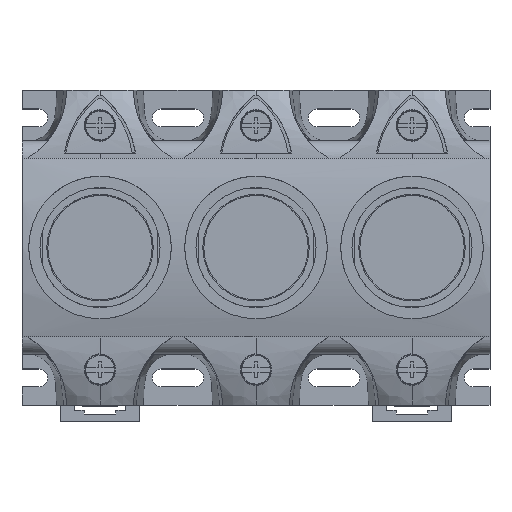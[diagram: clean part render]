
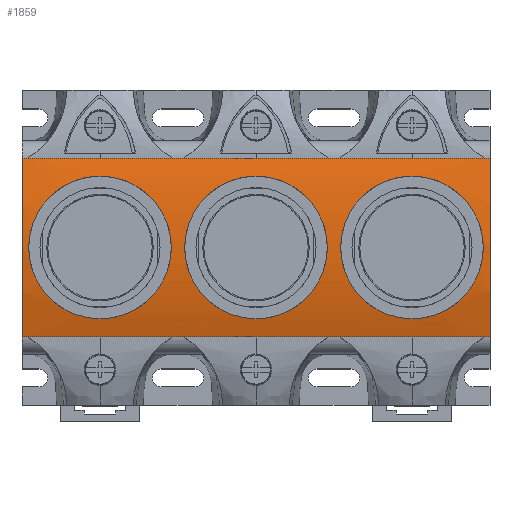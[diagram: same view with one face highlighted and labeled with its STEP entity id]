
A CAD part, top view. The second image highlights one B-rep face of the part: STEP entity #1859.
In plain terms, the highlighted cylindrical face has radius 85.875 mm (diameter 171.75 mm), a partial arc.
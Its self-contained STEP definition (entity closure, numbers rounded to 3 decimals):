
#1859=ADVANCED_FACE('',(#4792,#4793,#4794,#4795),#4796,.T.);
#4792=FACE_OUTER_BOUND('',#9212,.T.);
#4793=FACE_BOUND('',#9213,.T.);
#4794=FACE_BOUND('',#9214,.T.);
#4795=FACE_BOUND('',#9215,.T.);
#4796=CYLINDRICAL_SURFACE('',#9216,85.875);
#9212=EDGE_LOOP('',(#16019,#16020,#16021,#16022));
#9213=EDGE_LOOP('',(#16023,#16024));
#9214=EDGE_LOOP('',(#16025,#16026));
#9215=EDGE_LOOP('',(#16027,#16028));
#9216=AXIS2_PLACEMENT_3D('',#16029,#16030,#16031);
#16019=ORIENTED_EDGE('',*,*,#26911,.F.);
#16020=ORIENTED_EDGE('',*,*,#26897,.T.);
#16021=ORIENTED_EDGE('',*,*,#27369,.F.);
#16022=ORIENTED_EDGE('',*,*,#27126,.T.);
#16023=ORIENTED_EDGE('',*,*,#27370,.T.);
#16024=ORIENTED_EDGE('',*,*,#26615,.T.);
#16025=ORIENTED_EDGE('',*,*,#27371,.T.);
#16026=ORIENTED_EDGE('',*,*,#26336,.T.);
#16027=ORIENTED_EDGE('',*,*,#27372,.T.);
#16028=ORIENTED_EDGE('',*,*,#26241,.T.);
#16029=CARTESIAN_POINT('',(10.4,44.2,-24.675));
#16030=DIRECTION('',(1.0,0.0,0.0));
#16031=DIRECTION('',(0.0,0.466,-0.885));
#26241=EDGE_CURVE('',#31500,#31504,#31506,.T.);
#26336=EDGE_CURVE('',#31675,#31679,#31681,.T.);
#26615=EDGE_CURVE('',#32187,#32191,#32193,.T.);
#26897=EDGE_CURVE('',#32725,#32723,#32726,.T.);
#26911=EDGE_CURVE('',#32725,#32745,#32746,.T.);
#27126=EDGE_CURVE('',#33100,#32745,#33101,.T.);
#27369=EDGE_CURVE('',#33100,#32723,#33450,.T.);
#27370=EDGE_CURVE('',#32191,#32187,#33451,.T.);
#27371=EDGE_CURVE('',#31679,#31675,#33452,.T.);
#27372=EDGE_CURVE('',#31504,#31500,#33453,.T.);
#31500=VERTEX_POINT('',#39164);
#31504=VERTEX_POINT('',#39169);
#31506=B_SPLINE_CURVE_WITH_KNOTS('',3,(#39172,#39173,#39174,#39175,#39176,#39177,#39178,#39179,#39180,#39181,#39182,#39183),.UNSPECIFIED.,.F.,.F.,(4,2,2,2,2,4),(0.5,0.563,0.625,0.75,0.875,1.0),.UNSPECIFIED.);
#31675=VERTEX_POINT('',#39448);
#31679=VERTEX_POINT('',#39453);
#31681=B_SPLINE_CURVE_WITH_KNOTS('',3,(#39456,#39457,#39458,#39459,#39460,#39461,#39462,#39463,#39464,#39465,#39466,#39467),.UNSPECIFIED.,.F.,.F.,(4,2,2,2,2,4),(0.5,0.563,0.625,0.75,0.875,1.0),.UNSPECIFIED.);
#32187=VERTEX_POINT('',#40182);
#32191=VERTEX_POINT('',#40187);
#32193=B_SPLINE_CURVE_WITH_KNOTS('',3,(#40190,#40191,#40192,#40193,#40194,#40195,#40196,#40197,#40198,#40199,#40200,#40201),.UNSPECIFIED.,.F.,.F.,(4,2,2,2,2,4),(0.5,0.563,0.625,0.75,0.875,1.),.UNSPECIFIED.);
#32723=VERTEX_POINT('',#41527);
#32725=VERTEX_POINT('',#41530);
#32726=LINE('',#41531,#41532);
#32745=VERTEX_POINT('',#41592);
#32746=CIRCLE('',#41593,85.875);
#33100=VERTEX_POINT('',#42219);
#33101=LINE('',#42220,#42221);
#33450=CIRCLE('',#42862,85.875);
#33451=B_SPLINE_CURVE_WITH_KNOTS('',3,(#42863,#42864,#42865,#42866,#42867,#42868,#42869,#42870,#42871,#42872,#42873,#42874,#42875,#42876),.UNSPECIFIED.,.F.,.F.,(4,2,2,2,2,2,4),(0.0,0.062,0.125,0.25,0.375,0.5,0.5),.UNSPECIFIED.);
#33452=B_SPLINE_CURVE_WITH_KNOTS('',3,(#42877,#42878,#42879,#42880,#42881,#42882,#42883,#42884,#42885,#42886,#42887,#42888,#42889,#42890),.UNSPECIFIED.,.F.,.F.,(4,2,2,2,2,2,4),(0.,0.063,0.125,0.25,0.375,0.5,0.5),.UNSPECIFIED.);
#33453=B_SPLINE_CURVE_WITH_KNOTS('',3,(#42891,#42892,#42893,#42894,#42895,#42896,#42897,#42898,#42899,#42900,#42901,#42902,#42903,#42904),.UNSPECIFIED.,.F.,.F.,(4,2,2,2,2,2,4),(0.,0.063,0.125,0.25,0.375,0.5,0.5),.UNSPECIFIED.);
#39164=CARTESIAN_POINT('',(99.0,26.1,59.271));
#39169=CARTESIAN_POINT('',(99.0,62.3,59.271));
#39172=CARTESIAN_POINT('',(99.0,26.1,59.271));
#39173=CARTESIAN_POINT('',(96.602,26.1,59.271));
#39174=CARTESIAN_POINT('',(94.249,26.574,59.377));
#39175=CARTESIAN_POINT('',(89.869,28.393,59.738));
#39176=CARTESIAN_POINT('',(87.866,29.737,59.99));
#39177=CARTESIAN_POINT('',(82.873,34.73,60.743));
#39178=CARTESIAN_POINT('',(80.904,39.449,61.199));
#39179=CARTESIAN_POINT('',(80.896,48.921,61.201));
#39180=CARTESIAN_POINT('',(82.835,53.628,60.749));
#39181=CARTESIAN_POINT('',(89.555,60.356,59.735));
#39182=CARTESIAN_POINT('',(94.203,62.3,59.271));
#39183=CARTESIAN_POINT('',(99.0,62.3,59.271));
#39448=CARTESIAN_POINT('',(59.4,26.1,59.271));
#39453=CARTESIAN_POINT('',(59.4,62.3,59.271));
#39456=CARTESIAN_POINT('',(59.4,26.1,59.271));
#39457=CARTESIAN_POINT('',(57.002,26.1,59.271));
#39458=CARTESIAN_POINT('',(54.649,26.574,59.377));
#39459=CARTESIAN_POINT('',(50.269,28.393,59.738));
#39460=CARTESIAN_POINT('',(48.266,29.737,59.99));
#39461=CARTESIAN_POINT('',(43.273,34.73,60.743));
#39462=CARTESIAN_POINT('',(41.304,39.449,61.199));
#39463=CARTESIAN_POINT('',(41.296,48.921,61.201));
#39464=CARTESIAN_POINT('',(43.235,53.628,60.749));
#39465=CARTESIAN_POINT('',(49.955,60.356,59.735));
#39466=CARTESIAN_POINT('',(54.603,62.3,59.271));
#39467=CARTESIAN_POINT('',(59.4,62.3,59.271));
#40182=CARTESIAN_POINT('',(19.8,26.1,59.271));
#40187=CARTESIAN_POINT('',(19.8,62.3,59.271));
#40190=CARTESIAN_POINT('',(19.8,26.1,59.271));
#40191=CARTESIAN_POINT('',(17.402,26.1,59.271));
#40192=CARTESIAN_POINT('',(15.049,26.574,59.377));
#40193=CARTESIAN_POINT('',(10.669,28.393,59.738));
#40194=CARTESIAN_POINT('',(8.666,29.737,59.99));
#40195=CARTESIAN_POINT('',(3.673,34.73,60.743));
#40196=CARTESIAN_POINT('',(1.704,39.449,61.199));
#40197=CARTESIAN_POINT('',(1.696,48.921,61.201));
#40198=CARTESIAN_POINT('',(3.635,53.628,60.749));
#40199=CARTESIAN_POINT('',(10.355,60.356,59.735));
#40200=CARTESIAN_POINT('',(15.003,62.3,59.271));
#40201=CARTESIAN_POINT('',(19.8,62.3,59.271));
#41527=CARTESIAN_POINT('',(118.8,21.5,58.145));
#41530=CARTESIAN_POINT('',(0.0,21.5,58.145));
#41531=CARTESIAN_POINT('',(0.0,21.5,58.145));
#41532=VECTOR('',#51345,1.0);
#41592=CARTESIAN_POINT('',(0.0,66.9,58.145));
#41593=AXIS2_PLACEMENT_3D('',#51352,#51353,#51354);
#42219=CARTESIAN_POINT('',(118.8,66.9,58.145));
#42220=CARTESIAN_POINT('',(39.6,66.9,58.145));
#42221=VECTOR('',#51556,1.0);
#42862=AXIS2_PLACEMENT_3D('',#51796,#51797,#51798);
#42863=CARTESIAN_POINT('',(19.8,62.3,59.271));
#42864=CARTESIAN_POINT('',(22.198,62.3,59.271));
#42865=CARTESIAN_POINT('',(24.551,61.825,59.377));
#42866=CARTESIAN_POINT('',(28.931,60.007,59.738));
#42867=CARTESIAN_POINT('',(30.934,58.663,59.99));
#42868=CARTESIAN_POINT('',(35.927,53.67,60.743));
#42869=CARTESIAN_POINT('',(37.896,48.951,61.199));
#42870=CARTESIAN_POINT('',(37.904,39.479,61.201));
#42871=CARTESIAN_POINT('',(35.965,34.772,60.749));
#42872=CARTESIAN_POINT('',(29.245,28.044,59.735));
#42873=CARTESIAN_POINT('',(24.597,26.1,59.271));
#42874=CARTESIAN_POINT('',(19.8,26.1,59.271));
#42875=CARTESIAN_POINT('',(19.8,26.1,59.271));
#42876=CARTESIAN_POINT('',(19.8,26.1,59.271));
#42877=CARTESIAN_POINT('',(59.4,62.3,59.271));
#42878=CARTESIAN_POINT('',(61.798,62.3,59.271));
#42879=CARTESIAN_POINT('',(64.151,61.825,59.377));
#42880=CARTESIAN_POINT('',(68.531,60.007,59.738));
#42881=CARTESIAN_POINT('',(70.534,58.663,59.99));
#42882=CARTESIAN_POINT('',(75.527,53.67,60.743));
#42883=CARTESIAN_POINT('',(77.496,48.951,61.199));
#42884=CARTESIAN_POINT('',(77.504,39.479,61.201));
#42885=CARTESIAN_POINT('',(75.565,34.772,60.749));
#42886=CARTESIAN_POINT('',(68.845,28.044,59.735));
#42887=CARTESIAN_POINT('',(64.197,26.1,59.271));
#42888=CARTESIAN_POINT('',(59.4,26.1,59.271));
#42889=CARTESIAN_POINT('',(59.4,26.1,59.271));
#42890=CARTESIAN_POINT('',(59.4,26.1,59.271));
#42891=CARTESIAN_POINT('',(99.,62.3,59.271));
#42892=CARTESIAN_POINT('',(101.398,62.3,59.271));
#42893=CARTESIAN_POINT('',(103.751,61.825,59.377));
#42894=CARTESIAN_POINT('',(108.131,60.007,59.738));
#42895=CARTESIAN_POINT('',(110.134,58.663,59.99));
#42896=CARTESIAN_POINT('',(115.127,53.67,60.743));
#42897=CARTESIAN_POINT('',(117.096,48.951,61.199));
#42898=CARTESIAN_POINT('',(117.104,39.479,61.201));
#42899=CARTESIAN_POINT('',(115.165,34.772,60.749));
#42900=CARTESIAN_POINT('',(108.445,28.044,59.735));
#42901=CARTESIAN_POINT('',(103.797,26.1,59.271));
#42902=CARTESIAN_POINT('',(99.,26.1,59.271));
#42903=CARTESIAN_POINT('',(99.,26.1,59.271));
#42904=CARTESIAN_POINT('',(99.0,26.1,59.271));
#51345=DIRECTION('',(1.0,0.0,0.0));
#51352=CARTESIAN_POINT('',(0.0,44.2,-24.675));
#51353=DIRECTION('',(-1.0,0.0,0.0));
#51354=DIRECTION('',(0.0,-0.264,0.964));
#51556=DIRECTION('',(-1.0,0.0,0.0));
#51796=CARTESIAN_POINT('',(118.8,44.2,-24.675));
#51797=DIRECTION('',(1.0,0.0,-0.0));
#51798=DIRECTION('',(0.0,0.264,0.964));
